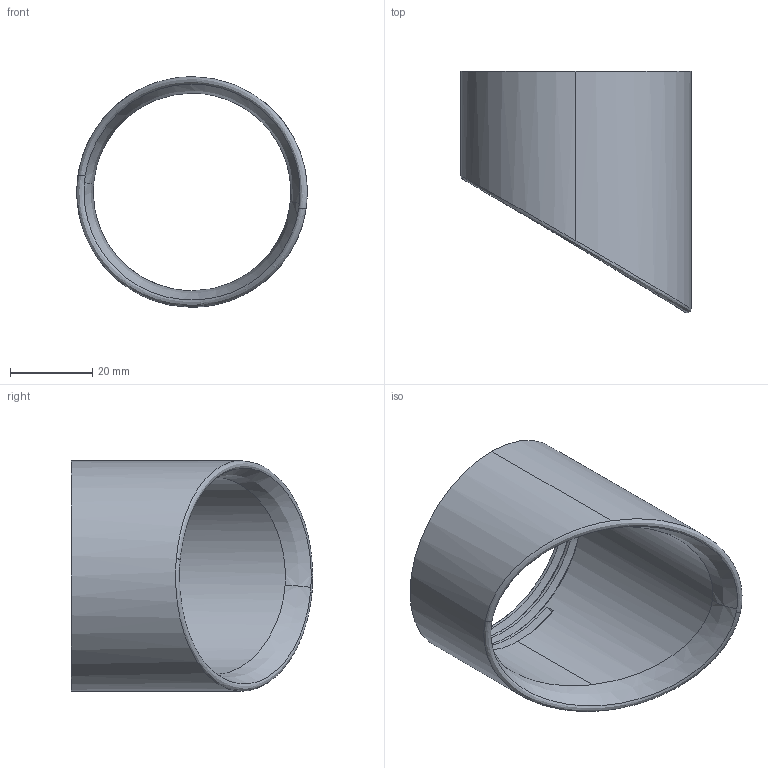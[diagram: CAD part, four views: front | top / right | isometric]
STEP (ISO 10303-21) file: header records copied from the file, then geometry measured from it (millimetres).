
FILE_DESCRIPTION (( 'STEP AP203' ), '1' );
FILE_NAME ('Vacuum mouth 03.STEP', '2024-10-24T08:28:19', ( '' ), ( '' ), 'SwSTEP 2.0', 'SolidWorks 2024', '' );
FILE_SCHEMA (( 'CONFIG_CONTROL_DESIGN' ));
Length unit declared in the file: millimetre
Products named in the file (1): Vacuum mouth 03
Bounding box: 56 x 58.65 x 56 mm (x, y, z)
Volume: 25909.4 mm3; surface area: 15564.9 mm2
Topology: 1 solids, 1 shells, 18 faces, 51 edges, 34 vertices
Faces by surface type: cylinder 9, bspline 7, plane 2
Entity records: 2475 total; most frequent: CARTESIAN_POINT 2033, ORIENTED_EDGE 102, EDGE_CURVE 51, DIRECTION 46, VERTEX_POINT 34, EDGE_LOOP 19, ADVANCED_FACE 18, AXIS2_PLACEMENT_3D 18
